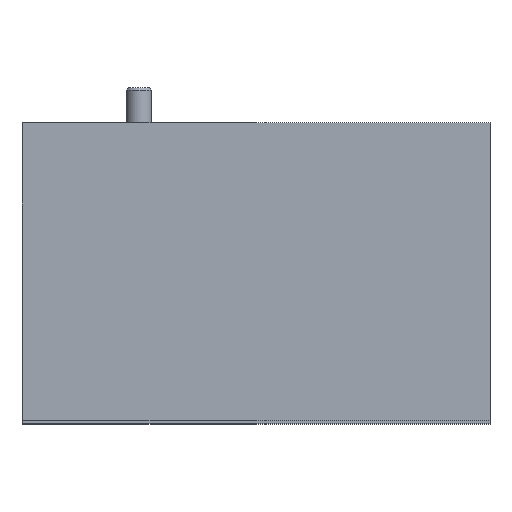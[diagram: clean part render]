
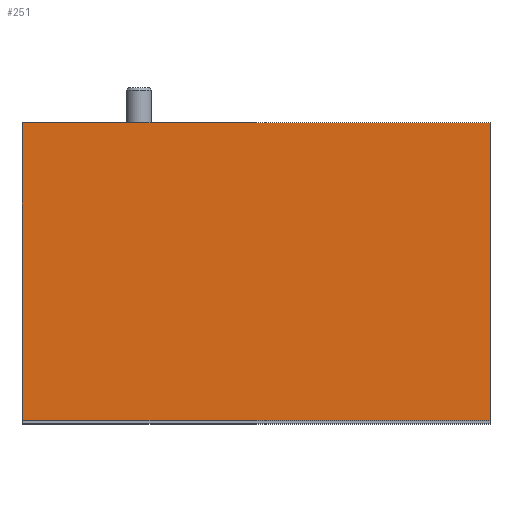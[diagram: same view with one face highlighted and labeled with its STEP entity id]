
A CAD part, top view. The second image highlights one B-rep face of the part: STEP entity #251.
In plain terms, the highlighted planar face has unit normal (0, 0, 1).
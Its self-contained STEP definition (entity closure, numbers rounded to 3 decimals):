
#251=ADVANCED_FACE('',(#507),#508,.F.);
#507=FACE_OUTER_BOUND('',#757,.T.);
#508=PLANE('',#758);
#757=EDGE_LOOP('',(#1407,#1408,#1409,#1410));
#758=AXIS2_PLACEMENT_3D('',#1411,#1412,#1413);
#1407=ORIENTED_EDGE('',*,*,#1700,.T.);
#1408=ORIENTED_EDGE('',*,*,#1671,.F.);
#1409=ORIENTED_EDGE('',*,*,#1701,.F.);
#1410=ORIENTED_EDGE('',*,*,#1698,.F.);
#1411=CARTESIAN_POINT('',(110.0,120.0,980.0));
#1412=DIRECTION('',(0.0,0.0,-1.0));
#1413=DIRECTION('',(0.0,1.0,0.0));
#1671=EDGE_CURVE('',#2030,#2032,#2033,.T.);
#1698=EDGE_CURVE('',#2071,#2066,#2073,.T.);
#1700=EDGE_CURVE('',#2071,#2032,#2075,.T.);
#1701=EDGE_CURVE('',#2066,#2030,#2076,.T.);
#2030=VERTEX_POINT('',#2725);
#2032=VERTEX_POINT('',#2728);
#2033=LINE('',#2729,#2730);
#2066=VERTEX_POINT('',#2777);
#2071=VERTEX_POINT('',#2784);
#2073=LINE('',#2787,#2788);
#2075=LINE('',#2790,#2791);
#2076=LINE('',#2792,#2793);
#2725=CARTESIAN_POINT('',(220.0,0.0,980.0));
#2728=CARTESIAN_POINT('',(0.0,0.0,980.0));
#2729=CARTESIAN_POINT('',(110.0,0.0,980.0));
#2730=VECTOR('',#3087,1.0);
#2777=CARTESIAN_POINT('',(220.0,140.0,980.0));
#2784=CARTESIAN_POINT('',(0.0,140.0,980.0));
#2787=CARTESIAN_POINT('',(110.0,140.0,980.0));
#2788=VECTOR('',#3111,1.0);
#2790=CARTESIAN_POINT('',(0.0,50.0,980.0));
#2791=VECTOR('',#3112,1.0);
#2792=CARTESIAN_POINT('',(220.0,120.0,980.0));
#2793=VECTOR('',#3113,1.0);
#3087=DIRECTION('',(-1.0,0.0,0.0));
#3111=DIRECTION('',(1.0,0.0,0.0));
#3112=DIRECTION('',(0.0,-1.0,0.0));
#3113=DIRECTION('',(0.0,-1.0,0.0));
